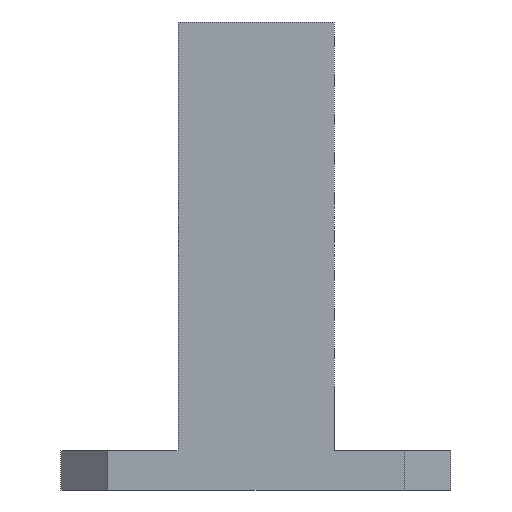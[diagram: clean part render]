
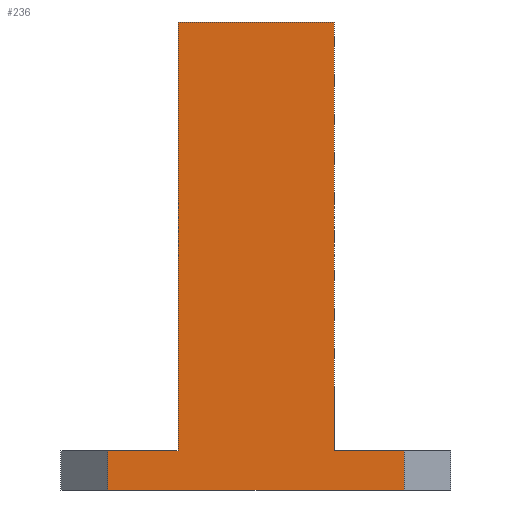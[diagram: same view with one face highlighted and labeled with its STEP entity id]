
A CAD part, left-side view. The second image highlights one B-rep face of the part: STEP entity #236.
In plain terms, the highlighted planar face has unit normal (-1, 0, 0).
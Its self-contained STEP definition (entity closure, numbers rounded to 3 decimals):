
#236 = ADVANCED_FACE( '', ( #1195 ), #1196, .F. );
#1195 = FACE_OUTER_BOUND( '', #2803, .T. );
#1196 = PLANE( '', #2804 );
#2803 = EDGE_LOOP( '', ( #5371, #5372, #5373, #5374, #5375, #5376, #5377, #5378 ) );
#2804 = AXIS2_PLACEMENT_3D( '', #5379, #5380, #5381 );
#5371 = ORIENTED_EDGE( '', *, *, #7755, .F. );
#5372 = ORIENTED_EDGE( '', *, *, #7233, .T. );
#5373 = ORIENTED_EDGE( '', *, *, #7738, .T. );
#5374 = ORIENTED_EDGE( '', *, *, #7019, .T. );
#5375 = ORIENTED_EDGE( '', *, *, #7756, .F. );
#5376 = ORIENTED_EDGE( '', *, *, #7729, .F. );
#5377 = ORIENTED_EDGE( '', *, *, #7493, .F. );
#5378 = ORIENTED_EDGE( '', *, *, #7625, .T. );
#5379 = CARTESIAN_POINT( '', ( -250., 250., 50. ) );
#5380 = DIRECTION( '', ( 1., 0., 0. ) );
#5381 = DIRECTION( '', ( 0., 1., 0. ) );
#7019 = EDGE_CURVE( '', #7983, #7980, #7984, .T. );
#7233 = EDGE_CURVE( '', #8360, #8364, #8366, .T. );
#7493 = EDGE_CURVE( '', #8796, #8798, #8799, .T. );
#7625 = EDGE_CURVE( '', #8796, #9032, #9033, .T. );
#7729 = EDGE_CURVE( '', #8798, #9239, #9240, .T. );
#7738 = EDGE_CURVE( '', #8364, #7983, #9255, .T. );
#7755 = EDGE_CURVE( '', #8360, #9032, #9283, .T. );
#7756 = EDGE_CURVE( '', #9239, #7980, #9284, .T. );
#7980 = VERTEX_POINT( '', #9568 );
#7983 = VERTEX_POINT( '', #9572 );
#7984 = LINE( '', #9573, #9574 );
#8360 = VERTEX_POINT( '', #10236 );
#8364 = VERTEX_POINT( '', #10242 );
#8366 = LINE( '', #10245, #10246 );
#8796 = VERTEX_POINT( '', #11060 );
#8798 = VERTEX_POINT( '', #11063 );
#8799 = LINE( '', #11064, #11065 );
#9032 = VERTEX_POINT( '', #11327 );
#9033 = LINE( '', #11328, #11329 );
#9239 = VERTEX_POINT( '', #11538 );
#9240 = LINE( '', #11539, #11540 );
#9255 = LINE( '', #11557, #11558 );
#9283 = LINE( '', #11599, #11600 );
#9284 = LINE( '', #11601, #11602 );
#9568 = CARTESIAN_POINT( '', ( -250., -190., 50. ) );
#9572 = CARTESIAN_POINT( '', ( -250., -190., 0. ) );
#9573 = CARTESIAN_POINT( '', ( -250., -190., 50. ) );
#9574 = VECTOR( '', #11877, 1000. );
#10236 = CARTESIAN_POINT( '', ( -250., 190., 50. ) );
#10242 = CARTESIAN_POINT( '', ( -250., 190., 0. ) );
#10245 = CARTESIAN_POINT( '', ( -250., 190., 50. ) );
#10246 = VECTOR( '', #12329, 1000. );
#11060 = CARTESIAN_POINT( '', ( -250., 100., 600. ) );
#11063 = CARTESIAN_POINT( '', ( -250., -100., 600. ) );
#11064 = CARTESIAN_POINT( '', ( -250., 100., 600. ) );
#11065 = VECTOR( '', #12865, 1000. );
#11327 = CARTESIAN_POINT( '', ( -250., 100., 50. ) );
#11328 = CARTESIAN_POINT( '', ( -250., 100., 600. ) );
#11329 = VECTOR( '', #13201, 1000. );
#11538 = CARTESIAN_POINT( '', ( -250., -100., 50. ) );
#11539 = CARTESIAN_POINT( '', ( -250., -100., 600. ) );
#11540 = VECTOR( '', #13505, 1000. );
#11557 = CARTESIAN_POINT( '', ( -250., 250., 0. ) );
#11558 = VECTOR( '', #13526, 1000. );
#11599 = CARTESIAN_POINT( '', ( -250., 250., 50. ) );
#11600 = VECTOR( '', #13549, 1000. );
#11601 = CARTESIAN_POINT( '', ( -250., 250., 50. ) );
#11602 = VECTOR( '', #13550, 1000. );
#11877 = DIRECTION( '', ( 0., 0., 1. ) );
#12329 = DIRECTION( '', ( 0., 0., -1. ) );
#12865 = DIRECTION( '', ( 0., -1., 0. ) );
#13201 = DIRECTION( '', ( 0., 0., -1. ) );
#13505 = DIRECTION( '', ( 0., 0., -1. ) );
#13526 = DIRECTION( '', ( 0., -1., 0. ) );
#13549 = DIRECTION( '', ( 0., -1., 0. ) );
#13550 = DIRECTION( '', ( 0., -1., 0. ) );
